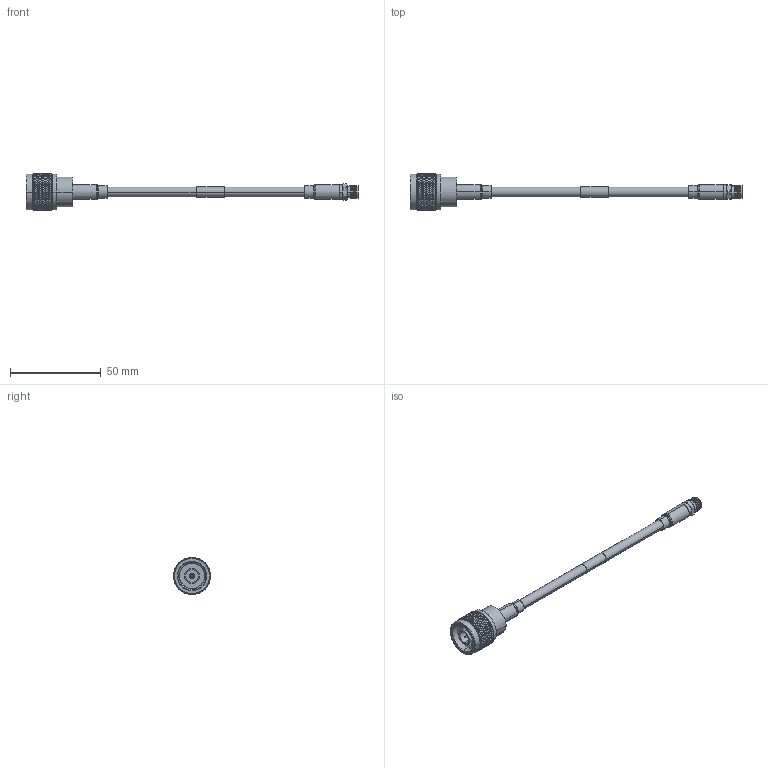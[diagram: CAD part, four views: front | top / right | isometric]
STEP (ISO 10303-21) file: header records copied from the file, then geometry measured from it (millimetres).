
FILE_DESCRIPTION (( 'STEP AP203' ), '1' );
FILE_NAME ('FMCA2745.STEP', '2022-03-09T18:48:12', ( '' ), ( '' ), 'SwSTEP 2.0', 'SolidWorks 2021', '' );
FILE_SCHEMA (( 'CONFIG_CONTROL_DESIGN' ));
Length unit declared in the file: millimetre
Products named in the file (8): FMCN1747___; PE4412-MA1; PE4412-MA2; SC9107; RG223_with label; PE4412-MA3; CA-240-MA1_.75" Long; FMCA2745
Assembly tree (8 placements, depth 3):
  FMCA2745
    RG223_with label
    FMCN1747___
      PE4412-MA1
      PE4412-MA2
      PE4412-MA3
    CA-240-MA1_.75" Long  x2
    SC9107
Bounding box: 183.33 x 20.32 x 20.32 mm (x, y, z)
Volume: 9573.3 mm3; surface area: 10318.2 mm2
Topology: 8 solids, 8 shells, 2911 faces, 6250 edges, 3370 vertices
Faces by surface type: bspline 2115, cylinder 621, plane 81, cone 76, torus 18
Entity records: 110435 total; most frequent: CARTESIAN_POINT 71117, ORIENTED_EDGE 12404, EDGE_CURVE 6202, VERTEX_POINT 3346, EDGE_LOOP 2918, FACE_OUTER_BOUND 2889, ADVANCED_FACE 2889, DIRECTION 2643
